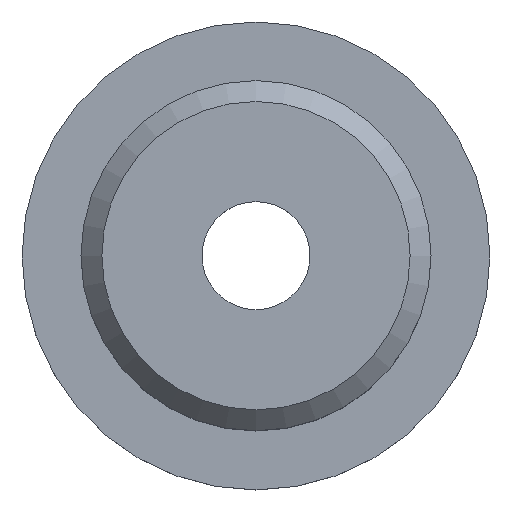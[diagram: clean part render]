
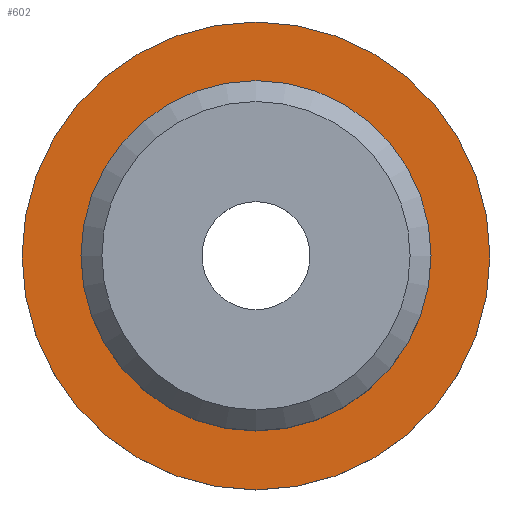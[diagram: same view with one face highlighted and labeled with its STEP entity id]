
A CAD part, top view. The second image highlights one B-rep face of the part: STEP entity #602.
In plain terms, the highlighted planar face has unit normal (0, 0, 1).
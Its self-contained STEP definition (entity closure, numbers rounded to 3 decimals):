
#97=PLANE('',#677);
#129=CIRCLE('',#676,4.864);
#130=CIRCLE('',#678,6.5);
#217=ORIENTED_EDGE('',*,*,#336,.F.);
#218=ORIENTED_EDGE('',*,*,#337,.T.);
#336=EDGE_CURVE('',#401,#401,#129,.T.);
#337=EDGE_CURVE('',#402,#402,#130,.T.);
#401=VERTEX_POINT('',#1016);
#402=VERTEX_POINT('',#1019);
#478=EDGE_LOOP('',(#217));
#479=EDGE_LOOP('',(#218));
#540=FACE_BOUND('',#478,.T.);
#541=FACE_BOUND('',#479,.T.);
#602=ADVANCED_FACE('',(#540,#541),#97,.F.);
#676=AXIS2_PLACEMENT_3D('',#1015,#804,#805);
#677=AXIS2_PLACEMENT_3D('',#1017,#806,#807);
#678=AXIS2_PLACEMENT_3D('',#1018,#808,#809);
#804=DIRECTION('',(0.,0.,1.));
#805=DIRECTION('',(1.,0.,0.));
#806=DIRECTION('',(0.,0.,-1.));
#807=DIRECTION('',(-1.,0.,0.));
#808=DIRECTION('',(0.,0.,1.));
#809=DIRECTION('',(1.,0.,0.));
#1015=CARTESIAN_POINT('',(0.,0.,0.));
#1016=CARTESIAN_POINT('',(4.864,0.,0.));
#1017=CARTESIAN_POINT('',(6.5,0.,0.));
#1018=CARTESIAN_POINT('',(0.,0.,0.));
#1019=CARTESIAN_POINT('',(6.5,0.,0.));
